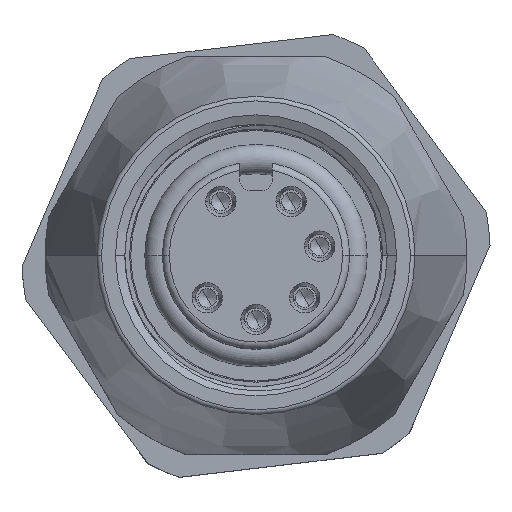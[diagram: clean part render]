
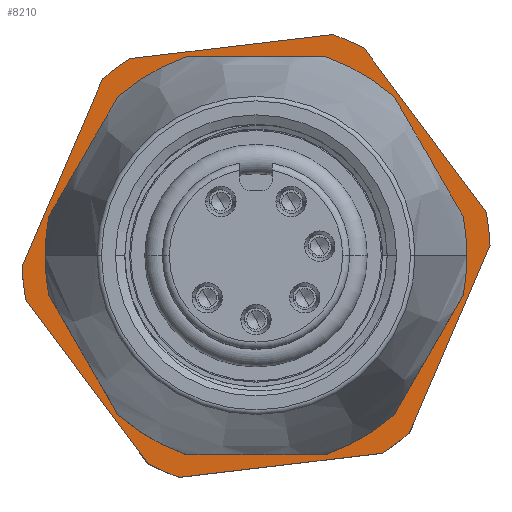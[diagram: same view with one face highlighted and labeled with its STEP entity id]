
A CAD part, top view. The second image highlights one B-rep face of the part: STEP entity #8210.
In plain terms, the highlighted planar face has unit normal (0, 0, 1).
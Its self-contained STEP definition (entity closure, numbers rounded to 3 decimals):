
#207 = CARTESIAN_POINT ( 'NONE',  ( 0., 0., 2.8 ) ) ;
#210 = PLANE ( 'NONE',  #6468 ) ;
#212 = DIRECTION ( 'NONE',  ( 0., 0., 1. ) ) ;
#213 = DIRECTION ( 'NONE',  ( 1., 0., 0. ) ) ;
#354 = CARTESIAN_POINT ( 'NONE',  ( -7.6, 0., 2.8 ) ) ;
#359 = CARTESIAN_POINT ( 'NONE',  ( 5.615, -8.275, 2.8 ) ) ;
#361 = CARTESIAN_POINT ( 'NONE',  ( -9.974, -0.725, 2.8 ) ) ;
#369 = CARTESIAN_POINT ( 'NONE',  ( 4.359, -9., 2.8 ) ) ;
#380 = CARTESIAN_POINT ( 'NONE',  ( 4.359, 9., 2.8 ) ) ;
#422 = CARTESIAN_POINT ( 'NONE',  ( -5.615, 8.275, 2.8 ) ) ;
#433 = CARTESIAN_POINT ( 'NONE',  ( 5.615, 8.275, 2.8 ) ) ;
#438 = CARTESIAN_POINT ( 'NONE',  ( -5.615, -8.275, 2.8 ) ) ;
#443 = CARTESIAN_POINT ( 'NONE',  ( -4.359, -9., 2.8 ) ) ;
#450 = CARTESIAN_POINT ( 'NONE',  ( -4.359, 9., 2.8 ) ) ;
#468 = CARTESIAN_POINT ( 'NONE',  ( 7.6, 0., 2.8 ) ) ;
#477 = CARTESIAN_POINT ( 'NONE',  ( 9.974, 0.725, 2.8 ) ) ;
#483 = CARTESIAN_POINT ( 'NONE',  ( 9.974, -0.725, 2.8 ) ) ;
#491 = CARTESIAN_POINT ( 'NONE',  ( -10., 0., 2.8 ) ) ;
#494 = CARTESIAN_POINT ( 'NONE',  ( -9.974, 0.725, 2.8 ) ) ;
#1453 = EDGE_LOOP ( 'NONE', ( #7959, #7761 ) ) ;
#1481 = EDGE_LOOP ( 'NONE', ( #7763, #7762, #7758, #7794, #7757, #7759, #7779, #7795, #7811, #7789, #7800, #7799, #7798 ) ) ;
#3860 = VECTOR ( 'NONE', #11535, 1000. ) ;
#3864 = LINE ( 'NONE', #11536, #3860 ) ;
#3886 = VECTOR ( 'NONE', #11490, 1000. ) ;
#3888 = LINE ( 'NONE', #11483, #3886 ) ;
#3890 = CIRCLE ( 'NONE', #6643, 10. ) ;
#5248 = FACE_OUTER_BOUND ( 'NONE', #1481, .T. ) ;
#5258 = FACE_BOUND ( 'NONE', #1453, .T. ) ;
#5860 = VECTOR ( 'NONE', #11437, 1000. ) ;
#5865 = LINE ( 'NONE', #11426, #5860 ) ;
#5866 = VECTOR ( 'NONE', #11433, 1000. ) ;
#5869 = LINE ( 'NONE', #11432, #5866 ) ;
#5896 = CIRCLE ( 'NONE', #6666, 7.6 ) ;
#5903 = CIRCLE ( 'NONE', #6670, 7.6 ) ;
#5913 = CIRCLE ( 'NONE', #6678, 10. ) ;
#5914 = CIRCLE ( 'NONE', #6679, 10. ) ;
#5915 = CIRCLE ( 'NONE', #6680, 10. ) ;
#5920 = CIRCLE ( 'NONE', #6682, 10. ) ;
#5923 = VECTOR ( 'NONE', #11204, 1000. ) ;
#5925 = LINE ( 'NONE', #11181, #5923 ) ;
#5929 = CIRCLE ( 'NONE', #6687, 10. ) ;
#5930 = CIRCLE ( 'NONE', #6689, 10. ) ;
#5942 = VECTOR ( 'NONE', #11132, 1000. ) ;
#5946 = LINE ( 'NONE', #11121, #5942 ) ;
#6468 = AXIS2_PLACEMENT_3D ( 'NONE', #207, #212, #213 ) ;
#6643 = AXIS2_PLACEMENT_3D ( 'NONE', #11495, #11496, #11497 ) ;
#6666 = AXIS2_PLACEMENT_3D ( 'NONE', #11375, #11377, #11379 ) ;
#6670 = AXIS2_PLACEMENT_3D ( 'NONE', #11344, #11346, #11348 ) ;
#6678 = AXIS2_PLACEMENT_3D ( 'NONE', #11294, #11296, #11298 ) ;
#6679 = AXIS2_PLACEMENT_3D ( 'NONE', #11284, #11286, #11288 ) ;
#6680 = AXIS2_PLACEMENT_3D ( 'NONE', #11274, #11276, #11278 ) ;
#6682 = AXIS2_PLACEMENT_3D ( 'NONE', #11260, #11262, #11264 ) ;
#6687 = AXIS2_PLACEMENT_3D ( 'NONE', #11216, #11218, #11220 ) ;
#6689 = AXIS2_PLACEMENT_3D ( 'NONE', #11198, #11200, #11202 ) ;
#6771 = EDGE_CURVE ( 'NONE', #12104, #12013, #5946, .T. ) ;
#6781 = EDGE_CURVE ( 'NONE', #12158, #12154, #5930, .T. ) ;
#6783 = EDGE_CURVE ( 'NONE', #12013, #11990, #5929, .T. ) ;
#6784 = EDGE_CURVE ( 'NONE', #12083, #12158, #5925, .T. ) ;
#6789 = EDGE_CURVE ( 'NONE', #12154, #11992, #5920, .T. ) ;
#6792 = EDGE_CURVE ( 'NONE', #12099, #12104, #5915, .T. ) ;
#6793 = EDGE_CURVE ( 'NONE', #12150, #12138, #5914, .T. ) ;
#6794 = EDGE_CURVE ( 'NONE', #12094, #12039, #5913, .T. ) ;
#6802 = EDGE_CURVE ( 'NONE', #12129, #11978, #5903, .T. ) ;
#6806 = EDGE_CURVE ( 'NONE', #11978, #12129, #5896, .T. ) ;
#6825 = EDGE_CURVE ( 'NONE', #12039, #12111, #5869, .T. ) ;
#6828 = EDGE_CURVE ( 'NONE', #12138, #12094, #5865, .T. ) ;
#6852 = EDGE_CURVE ( 'NONE', #12111, #12083, #3890, .T. ) ;
#6853 = EDGE_CURVE ( 'NONE', #11990, #12150, #3888, .T. ) ;
#6870 = EDGE_CURVE ( 'NONE', #11992, #12099, #3864, .T. ) ;
#7757 = ORIENTED_EDGE ( 'NONE', *, *, #6771, .T. ) ;
#7758 = ORIENTED_EDGE ( 'NONE', *, *, #6870, .T. ) ;
#7759 = ORIENTED_EDGE ( 'NONE', *, *, #6783, .T. ) ;
#7761 = ORIENTED_EDGE ( 'NONE', *, *, #6806, .F. ) ;
#7762 = ORIENTED_EDGE ( 'NONE', *, *, #6789, .T. ) ;
#7763 = ORIENTED_EDGE ( 'NONE', *, *, #6781, .T. ) ;
#7779 = ORIENTED_EDGE ( 'NONE', *, *, #6853, .T. ) ;
#7789 = ORIENTED_EDGE ( 'NONE', *, *, #6794, .T. ) ;
#7794 = ORIENTED_EDGE ( 'NONE', *, *, #6792, .T. ) ;
#7795 = ORIENTED_EDGE ( 'NONE', *, *, #6793, .T. ) ;
#7798 = ORIENTED_EDGE ( 'NONE', *, *, #6784, .T. ) ;
#7799 = ORIENTED_EDGE ( 'NONE', *, *, #6852, .T. ) ;
#7800 = ORIENTED_EDGE ( 'NONE', *, *, #6825, .T. ) ;
#7811 = ORIENTED_EDGE ( 'NONE', *, *, #6828, .T. ) ;
#7959 = ORIENTED_EDGE ( 'NONE', *, *, #6802, .F. ) ;
#8210 = ADVANCED_FACE ( 'NONE', ( #5258, #5248 ), #210, .T. ) ;
#11121 = CARTESIAN_POINT ( 'NONE',  ( -18.082, -9., 2.8 ) ) ;
#11132 = DIRECTION ( 'NONE',  ( 1., 0., 0. ) ) ;
#11181 = CARTESIAN_POINT ( 'NONE',  ( 1.247, 20.16, 2.8 ) ) ;
#11198 = CARTESIAN_POINT ( 'NONE',  ( 0., 0., 2.8 ) ) ;
#11200 = DIRECTION ( 'NONE',  ( 0., 0., 1. ) ) ;
#11202 = DIRECTION ( 'NONE',  ( 1., 0., 0. ) ) ;
#11204 = DIRECTION ( 'NONE',  ( -0.5, -0.866, 0. ) ) ;
#11216 = CARTESIAN_POINT ( 'NONE',  ( 0., 0., 2.8 ) ) ;
#11218 = DIRECTION ( 'NONE',  ( 0., 0., 1. ) ) ;
#11220 = DIRECTION ( 'NONE',  ( 1., 0., 0. ) ) ;
#11260 = CARTESIAN_POINT ( 'NONE',  ( 0., 0., 2.8 ) ) ;
#11262 = DIRECTION ( 'NONE',  ( 0., 0., 1. ) ) ;
#11264 = DIRECTION ( 'NONE',  ( 1., 0., 0. ) ) ;
#11274 = CARTESIAN_POINT ( 'NONE',  ( 0., 0., 2.8 ) ) ;
#11276 = DIRECTION ( 'NONE',  ( 0., 0., 1. ) ) ;
#11278 = DIRECTION ( 'NONE',  ( 1., 0., 0. ) ) ;
#11284 = CARTESIAN_POINT ( 'NONE',  ( 0., 0., 2.8 ) ) ;
#11286 = DIRECTION ( 'NONE',  ( 0., 0., 1. ) ) ;
#11288 = DIRECTION ( 'NONE',  ( 1., 0., 0. ) ) ;
#11294 = CARTESIAN_POINT ( 'NONE',  ( 0., 0., 2.8 ) ) ;
#11296 = DIRECTION ( 'NONE',  ( 0., 0., 1. ) ) ;
#11298 = DIRECTION ( 'NONE',  ( 1., 0., 0. ) ) ;
#11344 = CARTESIAN_POINT ( 'NONE',  ( 0., 0., 2.8 ) ) ;
#11346 = DIRECTION ( 'NONE',  ( 0., 0., 1. ) ) ;
#11348 = DIRECTION ( 'NONE',  ( 1., 0., 0. ) ) ;
#11375 = CARTESIAN_POINT ( 'NONE',  ( 0., 0., 2.8 ) ) ;
#11377 = DIRECTION ( 'NONE',  ( 0., 0., 1. ) ) ;
#11379 = DIRECTION ( 'NONE',  ( 1., 0., 0. ) ) ;
#11426 = CARTESIAN_POINT ( 'NONE',  ( -1.247, 20.16, 2.8 ) ) ;
#11432 = CARTESIAN_POINT ( 'NONE',  ( -18.082, 9., 2.8 ) ) ;
#11433 = DIRECTION ( 'NONE',  ( -1., 0., 0. ) ) ;
#11437 = DIRECTION ( 'NONE',  ( -0.5, 0.866, 0. ) ) ;
#11483 = CARTESIAN_POINT ( 'NONE',  ( 16.835, 11.16, 2.8 ) ) ;
#11490 = DIRECTION ( 'NONE',  ( 0.5, 0.866, 0. ) ) ;
#11495 = CARTESIAN_POINT ( 'NONE',  ( 0., 0., 2.8 ) ) ;
#11496 = DIRECTION ( 'NONE',  ( 0., 0., 1. ) ) ;
#11497 = DIRECTION ( 'NONE',  ( 1., 0., 0. ) ) ;
#11535 = DIRECTION ( 'NONE',  ( 0.5, -0.866, 0. ) ) ;
#11536 = CARTESIAN_POINT ( 'NONE',  ( -16.835, 11.16, 2.8 ) ) ;
#11978 = VERTEX_POINT ( 'NONE', #354 ) ;
#11990 = VERTEX_POINT ( 'NONE', #359 ) ;
#11992 = VERTEX_POINT ( 'NONE', #361 ) ;
#12013 = VERTEX_POINT ( 'NONE', #369 ) ;
#12039 = VERTEX_POINT ( 'NONE', #380 ) ;
#12083 = VERTEX_POINT ( 'NONE', #422 ) ;
#12094 = VERTEX_POINT ( 'NONE', #433 ) ;
#12099 = VERTEX_POINT ( 'NONE', #438 ) ;
#12104 = VERTEX_POINT ( 'NONE', #443 ) ;
#12111 = VERTEX_POINT ( 'NONE', #450 ) ;
#12129 = VERTEX_POINT ( 'NONE', #468 ) ;
#12138 = VERTEX_POINT ( 'NONE', #477 ) ;
#12150 = VERTEX_POINT ( 'NONE', #483 ) ;
#12154 = VERTEX_POINT ( 'NONE', #491 ) ;
#12158 = VERTEX_POINT ( 'NONE', #494 ) ;
